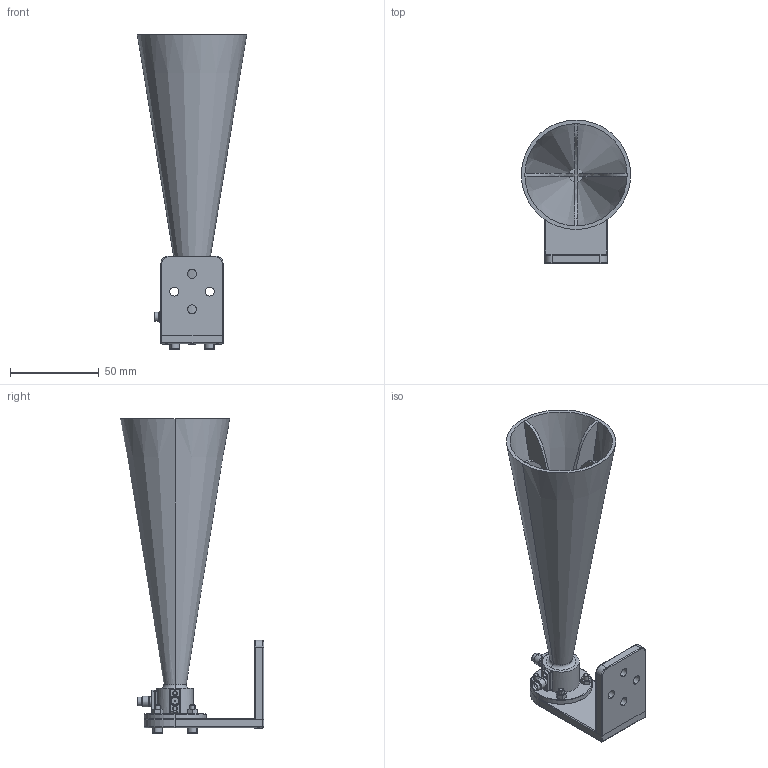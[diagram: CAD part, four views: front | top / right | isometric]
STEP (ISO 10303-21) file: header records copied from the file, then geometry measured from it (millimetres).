
FILE_DESCRIPTION (( 'STEP AP214' ), '1' );
FILE_NAME ('FMWAN1169_3D.step', '2023-05-03T16:45:21', ( '' ), ( '' ), 'SwSTEP 2.0', 'SolidWorks 2022', '' );
FILE_SCHEMA (( 'AUTOMOTIVE_DESIGN' ));
Length unit declared in the file: inch
Products named in the file (14): GB__T6170-20001__________A____B__M3^FMWAN1169; 1169 __4^FMWAN1169; 1169 __2^FMWAN1169; D360S12F07^FMWAN1169; 1169____-1^1169 ____ _______FMWAN1169; 1169 ____^FMWAN1169; GB__T70__1-2000________________M3__10^FMWAN1169; FMWAN1169_3D; 1169____-2^1169 ____ _______FMWAN1169; 1169 ____-0^FMWAN1169; cross recessed countersunk head screws gb2_GB_CROSS_SCREWS_TYPE10 M2.5X8-6.5-H1-N^1169 ____ _______FMWAN1169; 1169 __1^FMWAN1169; 1169 __3^FMWAN1169; 1169 ____ ______^FMWAN1169
Assembly tree (22 placements, depth 3):
  FMWAN1169_3D
    1169 ____ ______^FMWAN1169
      1169____-1^1169 ____ _______FMWAN1169
      1169____-2^1169 ____ _______FMWAN1169
      cross recessed countersunk head screws gb2_GB_CROSS_SCREWS_TYPE10 M2.5X8-6.5-H1-N^1169 ____ _______FMWAN1169  x3
    1169 ____^FMWAN1169
    1169 __1^FMWAN1169
    1169 __2^FMWAN1169
    1169 __3^FMWAN1169
    1169 __4^FMWAN1169
    1169 ____-0^FMWAN1169
    D360S12F07^FMWAN1169  x2
    GB__T70__1-2000________________M3__10^FMWAN1169  x4
    GB__T6170-20001__________A____B__M3^FMWAN1169  x4
Bounding box: 61.72 x 80.86 x 177.33 mm (x, y, z)
Volume: 72112.7 mm3; surface area: 66036.5 mm2
Topology: 23 solids, 23 shells, 618 faces, 1462 edges, 913 vertices
Faces by surface type: plane 223, cylinder 196, cone 145, torus 38, bspline 14, sphere 2
Entity records: 12967 total; most frequent: CARTESIAN_POINT 3419, DIRECTION 1925, ORIENTED_EDGE 1794, EDGE_CURVE 897, AXIS2_PLACEMENT_3D 753, VERTEX_POINT 561, EDGE_LOOP 440, LINE 419
